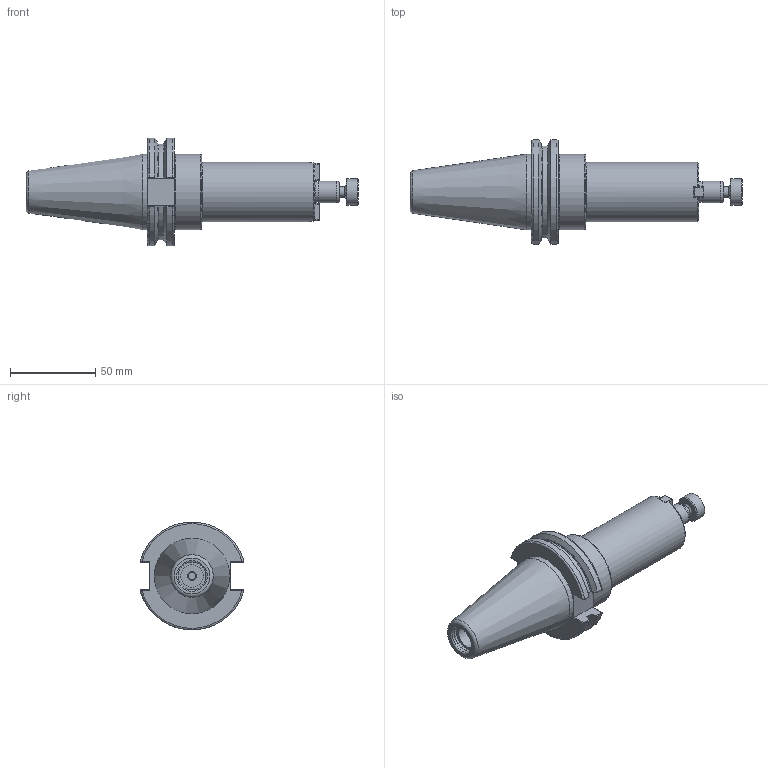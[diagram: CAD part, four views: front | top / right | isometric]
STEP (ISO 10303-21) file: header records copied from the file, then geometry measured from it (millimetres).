
FILE_DESCRIPTION(/* description */ (''),/* implementation_level */ '2;1');
FILE_NAME(/* name */ 'CAT40-SM050-0400.stp',/* time_stamp */ '2019-07-23T14:17:22-05:00',/* author */ ('ldfli'),/* organization */ ('Pioneer N.A.'),/* preprocessor_version */ 'ST-DEVELOPER v18',/* originating_system */ 'Autodesk Inventor LT',/* authorisation */ '');
FILE_SCHEMA (('AUTOMOTIVE_DESIGN { 1 0 10303 214 3 1 1 }'));
Length unit declared in the file: millimetre
Products named in the file (1): CAT40-SM050-0400
Bounding box: 195.25 x 61.14 x 63.31 mm (x, y, z)
Volume: 190932.8 mm3; surface area: 34525.9 mm2
Topology: 4 solids, 4 shells, 214 faces, 537 edges, 348 vertices
Faces by surface type: plane 130, cylinder 33, cone 18, torus 17, bspline 16
Full cylindrical faces by diameter (mm): 2.459 x2, 3 x2, 3.3 x2, 5.359 x1, 5.5 x2, 5.8 x2, 6.35 x1, 9 x1, 10 x1, 12.2 x1, 12.7 x1, 13.386 x1, 15.5 x1, 16.3 x1, 16.8 x1, 35 x1, 44.45 x2
Entity records: 7122 total; most frequent: CARTESIAN_POINT 1986, ORIENTED_EDGE 1068, DIRECTION 1046, EDGE_CURVE 534, AXIS2_PLACEMENT_3D 374, VERTEX_POINT 348, LINE 298, VECTOR 298
